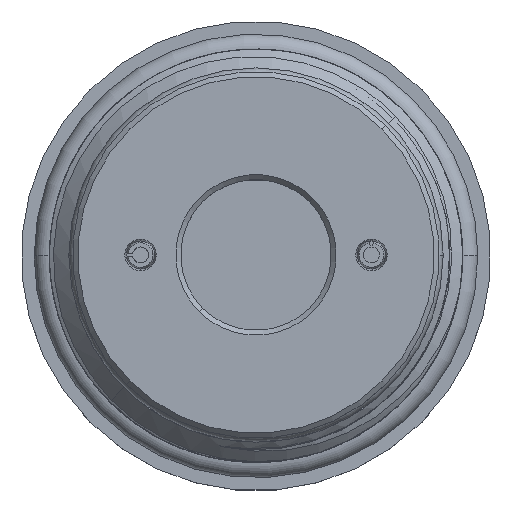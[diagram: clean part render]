
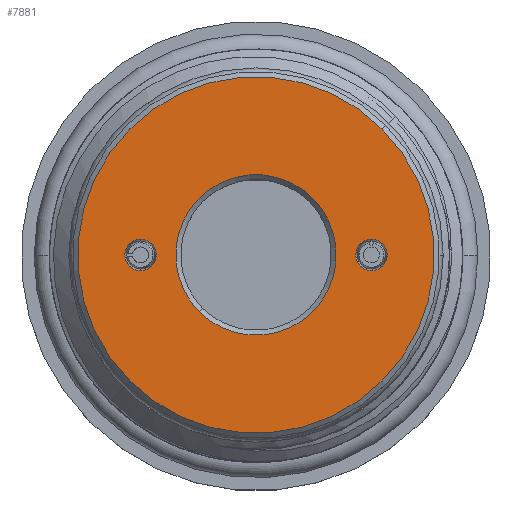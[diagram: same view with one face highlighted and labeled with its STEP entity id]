
A CAD part, top view. The second image highlights one B-rep face of the part: STEP entity #7881.
In plain terms, the highlighted planar face has unit normal (0, 0, 1).
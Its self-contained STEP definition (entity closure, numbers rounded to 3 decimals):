
#93 = CIRCLE ( 'NONE', #8066, 17.76 ) ;
#195 = EDGE_CURVE ( 'NONE', #14338, #15092, #11172, .T. ) ;
#204 = CARTESIAN_POINT ( 'NONE',  ( 12.604, 1.104, 78.2 ) ) ;
#320 = CIRCLE ( 'NONE', #10507, 1.561 ) ;
#877 = CARTESIAN_POINT ( 'NONE',  ( 0., 0., 78.2 ) ) ;
#1056 = EDGE_LOOP ( 'NONE', ( #14373, #10180 ) ) ;
#1440 = DIRECTION ( 'NONE',  ( 0., 0., -1. ) ) ;
#1447 = CIRCLE ( 'NONE', #7328, 1.561 ) ;
#1492 = CARTESIAN_POINT ( 'NONE',  ( -12.558, -12.558, 78.2 ) ) ;
#1717 = CARTESIAN_POINT ( 'NONE',  ( 11.5, 0., 78.2 ) ) ;
#1746 = CIRCLE ( 'NONE', #5724, 1.561 ) ;
#1803 = CARTESIAN_POINT ( 'NONE',  ( 10.396, -1.104, 78.2 ) ) ;
#1829 = ORIENTED_EDGE ( 'NONE', *, *, #10707, .T. ) ;
#2181 = EDGE_LOOP ( 'NONE', ( #13990, #7752 ) ) ;
#2311 = CARTESIAN_POINT ( 'NONE',  ( 0., 0., 78.2 ) ) ;
#2341 = FACE_BOUND ( 'NONE', #13112, .T. ) ;
#2493 = CIRCLE ( 'NONE', #5889, 1.561 ) ;
#2501 = DIRECTION ( 'NONE',  ( -0.707, -0.707, 0. ) ) ;
#2911 = DIRECTION ( 'NONE',  ( 0., 0., -1. ) ) ;
#3147 = DIRECTION ( 'NONE',  ( 0., 0., -1. ) ) ;
#3361 = DIRECTION ( 'NONE',  ( 0., 0., 1. ) ) ;
#3557 = ORIENTED_EDGE ( 'NONE', *, *, #5557, .T. ) ;
#3590 = FACE_BOUND ( 'NONE', #1056, .T. ) ;
#4123 = CARTESIAN_POINT ( 'NONE',  ( -10.396, 1.104, 78.2 ) ) ;
#4321 = DIRECTION ( 'NONE',  ( -0.707, -0.707, 0. ) ) ;
#4419 = CARTESIAN_POINT ( 'NONE',  ( -12.912, 12.912, 78.2 ) ) ;
#4476 = CIRCLE ( 'NONE', #8232, 8. ) ;
#5253 = CARTESIAN_POINT ( 'NONE',  ( 11.5, 0., 78.2 ) ) ;
#5450 = EDGE_CURVE ( 'NONE', #14595, #6535, #1447, .T. ) ;
#5557 = EDGE_CURVE ( 'NONE', #9816, #13677, #9243, .T. ) ;
#5650 = CARTESIAN_POINT ( 'NONE',  ( 12.558, 12.558, 78.2 ) ) ;
#5724 = AXIS2_PLACEMENT_3D ( 'NONE', #9887, #3147, #11168 ) ;
#5889 = AXIS2_PLACEMENT_3D ( 'NONE', #8014, #14850, #9144 ) ;
#6535 = VERTEX_POINT ( 'NONE', #204 ) ;
#6691 = CARTESIAN_POINT ( 'NONE',  ( -12.604, -1.104, 78.2 ) ) ;
#6871 = DIRECTION ( 'NONE',  ( 0., 0., 1. ) ) ;
#7279 = AXIS2_PLACEMENT_3D ( 'NONE', #13696, #10209, #9012 ) ;
#7328 = AXIS2_PLACEMENT_3D ( 'NONE', #5253, #2911, #11032 ) ;
#7752 = ORIENTED_EDGE ( 'NONE', *, *, #7775, .T. ) ;
#7775 = EDGE_CURVE ( 'NONE', #6535, #14595, #320, .T. ) ;
#7782 = DIRECTION ( 'NONE',  ( -0.707, -0.707, 0. ) ) ;
#7881 = ADVANCED_FACE ( 'NONE', ( #2341, #11792, #14735, #3590 ), #13667, .F. ) ;
#7953 = DIRECTION ( 'NONE',  ( -0.707, -0.707, 0. ) ) ;
#8002 = DIRECTION ( 'NONE',  ( 0., 0., -1. ) ) ;
#8014 = CARTESIAN_POINT ( 'NONE',  ( -11.5, 0., 78.2 ) ) ;
#8066 = AXIS2_PLACEMENT_3D ( 'NONE', #2311, #6871, #7953 ) ;
#8232 = AXIS2_PLACEMENT_3D ( 'NONE', #12991, #1440, #2501 ) ;
#8426 = DIRECTION ( 'NONE',  ( 0.707, 0.707, 0. ) ) ;
#8722 = CARTESIAN_POINT ( 'NONE',  ( -5.657, -5.657, 78.2 ) ) ;
#9012 = DIRECTION ( 'NONE',  ( -0.707, -0.707, 0. ) ) ;
#9144 = DIRECTION ( 'NONE',  ( -0.707, -0.707, 0. ) ) ;
#9243 = CIRCLE ( 'NONE', #9696, 17.76 ) ;
#9362 = CARTESIAN_POINT ( 'NONE',  ( 5.657, 5.657, 78.2 ) ) ;
#9363 = EDGE_CURVE ( 'NONE', #15092, #14338, #4476, .T. ) ;
#9558 = EDGE_CURVE ( 'NONE', #12935, #14210, #2493, .T. ) ;
#9696 = AXIS2_PLACEMENT_3D ( 'NONE', #877, #3361, #7782 ) ;
#9779 = EDGE_LOOP ( 'NONE', ( #3557, #1829 ) ) ;
#9816 = VERTEX_POINT ( 'NONE', #1492 ) ;
#9887 = CARTESIAN_POINT ( 'NONE',  ( -11.5, 0., 78.2 ) ) ;
#10180 = ORIENTED_EDGE ( 'NONE', *, *, #10982, .T. ) ;
#10209 = DIRECTION ( 'NONE',  ( 0., 0., -1. ) ) ;
#10507 = AXIS2_PLACEMENT_3D ( 'NONE', #1717, #12189, #8426 ) ;
#10707 = EDGE_CURVE ( 'NONE', #13677, #9816, #93, .T. ) ;
#10982 = EDGE_CURVE ( 'NONE', #14210, #12935, #1746, .T. ) ;
#11032 = DIRECTION ( 'NONE',  ( 0.707, 0.707, 0. ) ) ;
#11168 = DIRECTION ( 'NONE',  ( -0.707, -0.707, 0. ) ) ;
#11172 = CIRCLE ( 'NONE', #7279, 8. ) ;
#11370 = ORIENTED_EDGE ( 'NONE', *, *, #9363, .T. ) ;
#11792 = FACE_OUTER_BOUND ( 'NONE', #9779, .T. ) ;
#12189 = DIRECTION ( 'NONE',  ( 0., 0., -1. ) ) ;
#12373 = AXIS2_PLACEMENT_3D ( 'NONE', #4419, #8002, #4321 ) ;
#12935 = VERTEX_POINT ( 'NONE', #4123 ) ;
#12991 = CARTESIAN_POINT ( 'NONE',  ( 0., 0., 78.2 ) ) ;
#13112 = EDGE_LOOP ( 'NONE', ( #14179, #11370 ) ) ;
#13667 = PLANE ( 'NONE',  #12373 ) ;
#13677 = VERTEX_POINT ( 'NONE', #5650 ) ;
#13696 = CARTESIAN_POINT ( 'NONE',  ( 0., 0., 78.2 ) ) ;
#13990 = ORIENTED_EDGE ( 'NONE', *, *, #5450, .T. ) ;
#14179 = ORIENTED_EDGE ( 'NONE', *, *, #195, .T. ) ;
#14210 = VERTEX_POINT ( 'NONE', #6691 ) ;
#14338 = VERTEX_POINT ( 'NONE', #9362 ) ;
#14373 = ORIENTED_EDGE ( 'NONE', *, *, #9558, .T. ) ;
#14595 = VERTEX_POINT ( 'NONE', #1803 ) ;
#14735 = FACE_BOUND ( 'NONE', #2181, .T. ) ;
#14850 = DIRECTION ( 'NONE',  ( 0., 0., -1. ) ) ;
#15092 = VERTEX_POINT ( 'NONE', #8722 ) ;
